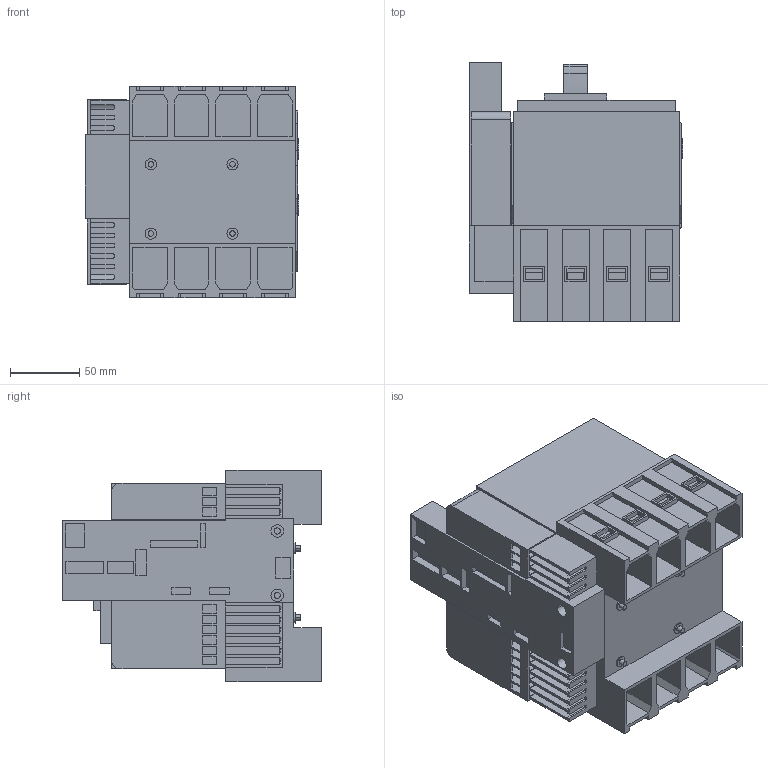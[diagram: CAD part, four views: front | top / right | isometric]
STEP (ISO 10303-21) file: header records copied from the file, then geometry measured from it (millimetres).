
FILE_DESCRIPTION(('CATIA V5 STEP Exchange'),'2;1');
FILE_NAME('1SDH001295R0369_1PA_001_00_XT2_4P_WITHDRAWABLE_FIXING_50MM.stp','2014-11-11T15:27:23+00:00',('none'),('none'),'CATIA Version 5 Release 20 SP 1 (IN-10)','CATIA V5 STEP AP214','none');
FILE_SCHEMA(('AUTOMOTIVE_DESIGN { 1 0 10303 214 1 1 1 1 }'));
Length unit declared in the file: millimetre
Products named in the file (1): 1SDH001295R0369_1PA_001_00_XT2_4P_WITHDRAWABLE_FIXING_50MM
Bounding box: 154.5 x 187 x 153 mm (x, y, z)
Volume: 2619065.3 mm3; surface area: 414279 mm2
Topology: 8 solids, 8 shells, 685 faces, 1893 edges, 1264 vertices
Faces by surface type: plane 583, cylinder 100, cone 2
Entity records: 20137 total; most frequent: ORIENTED_EDGE 3786, CARTESIAN_POINT 3545, DIRECTION 2667, EDGE_CURVE 1893, VECTOR 1683, LINE 1683, VERTEX_POINT 1264, EDGE_LOOP 783
